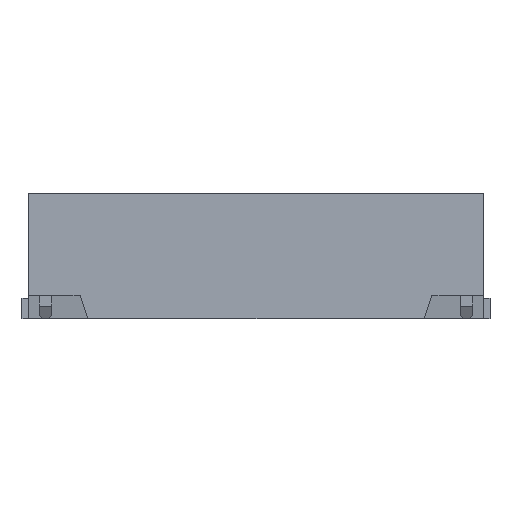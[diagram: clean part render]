
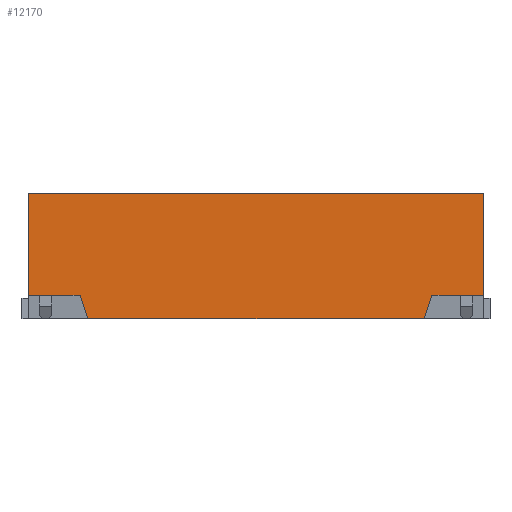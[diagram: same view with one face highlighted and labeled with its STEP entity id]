
A CAD part, left-side view. The second image highlights one B-rep face of the part: STEP entity #12170.
In plain terms, the highlighted planar face has unit normal (-1, 0, 0).
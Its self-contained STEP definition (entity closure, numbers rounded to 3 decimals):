
#2880=CARTESIAN_POINT('',(-3.6,-1.12,
0.15));
#2890=VERTEX_POINT('',#2880);
#2920=CARTESIAN_POINT('',(-3.6,-1.12,
0.15));
#2930=DIRECTION('',(0.,-1.,0.));
#2940=VECTOR('',#2930,1.);
#2950=LINE('',#2920,#2940);
#2960=CARTESIAN_POINT('',(-3.6,-1.45,0.15));
#2970=VERTEX_POINT('',#2960);
#2980=EDGE_CURVE('',#2890,#2970,#2950,.T.);
#10410=CARTESIAN_POINT('',(-3.6,-1.45,0.15));
#10420=DIRECTION('',(0.,0.,1.));
#10430=VECTOR('',#10420,1.);
#10440=LINE('',#10410,#10430);
#10450=CARTESIAN_POINT('',(-3.6,-1.45,0.8));
#10460=VERTEX_POINT('',#10450);
#10470=EDGE_CURVE('',#2970,#10460,#10440,.T.);
#11020=CARTESIAN_POINT('',(-3.6,1.45,
0.8));
#11030=DIRECTION('',(0.,-1.,0.));
#11040=VECTOR('',#11030,1.);
#11050=LINE('',#11020,#11040);
#11060=CARTESIAN_POINT('',(-3.6,1.45,0.8));
#11070=VERTEX_POINT('',#11060);
#11080=EDGE_CURVE('',#11070,#10460,#11050,.T.);
#11690=CARTESIAN_POINT('',(-3.6,-0.962,
0.285));
#11700=DIRECTION('',(-1.,0.,0.));
#11710=DIRECTION('',(0.,0.,-1.));
#11720=AXIS2_PLACEMENT_3D('',#11690,#11700,#11710);
#11730=PLANE('',#11720);
#11740=CARTESIAN_POINT('',(-3.6,1.12,
0.15));
#11750=DIRECTION('',(0.,-0.316,-0.949));
#11760=VECTOR('',#11750,1.);
#11770=LINE('',#11740,#11760);
#11780=CARTESIAN_POINT('',(-3.6,1.12,
0.15));
#11790=VERTEX_POINT('',#11780);
#11800=CARTESIAN_POINT('',(-3.6,1.07,0.))
;
#11810=VERTEX_POINT('',#11800);
#11820=EDGE_CURVE('',#11790,#11810,#11770,.T.);
#11830=ORIENTED_EDGE('',*,*,#11820,.T.);
#11840=CARTESIAN_POINT('',(-3.6,1.12,0.15));
#11850=DIRECTION('',(0.,1.,0.));
#11860=VECTOR('',#11850,1.);
#11870=LINE('',#11840,#11860);
#11880=CARTESIAN_POINT('',(-3.6,1.45,0.15));
#11890=VERTEX_POINT('',#11880);
#11900=EDGE_CURVE('',#11790,#11890,#11870,.T.);
#11910=ORIENTED_EDGE('',*,*,#11900,.F.);
#11920=CARTESIAN_POINT('',(-3.6,1.45,0.15));
#11930=DIRECTION('',(0.,0.,1.));
#11940=VECTOR('',#11930,1.);
#11950=LINE('',#11920,#11940);
#11960=EDGE_CURVE('',#11890,#11070,#11950,.T.);
#11970=ORIENTED_EDGE('',*,*,#11960,.F.);
#11980=ORIENTED_EDGE('',*,*,#11080,.F.);
#11990=ORIENTED_EDGE('',*,*,#10470,.T.);
#12000=ORIENTED_EDGE('',*,*,#2980,.T.);
#12010=CARTESIAN_POINT('',(-3.6,-1.07,0.));
#12020=DIRECTION('',(0.,-0.316,0.949));
#12030=VECTOR('',#12020,1.);
#12040=LINE('',#12010,#12030);
#12050=CARTESIAN_POINT('',(-3.6,-1.07,0.));
#12060=VERTEX_POINT('',#12050);
#12070=EDGE_CURVE('',#12060,#2890,#12040,.T.);
#12080=ORIENTED_EDGE('',*,*,#12070,.T.);
#12090=CARTESIAN_POINT('',(-3.6,-1.07,0.));
#12100=DIRECTION('',(0.,1.,0.));
#12110=VECTOR('',#12100,1.);
#12120=LINE('',#12090,#12110);
#12130=EDGE_CURVE('',#12060,#11810,#12120,.T.);
#12140=ORIENTED_EDGE('',*,*,#12130,.F.);
#12150=EDGE_LOOP('',(#12140,#12080,#12000,#11990,#11980,#11970,#11910,
#11830));
#12160=FACE_OUTER_BOUND('',#12150,.T.);
#12170=ADVANCED_FACE('',(#12160),#11730,.T.);
